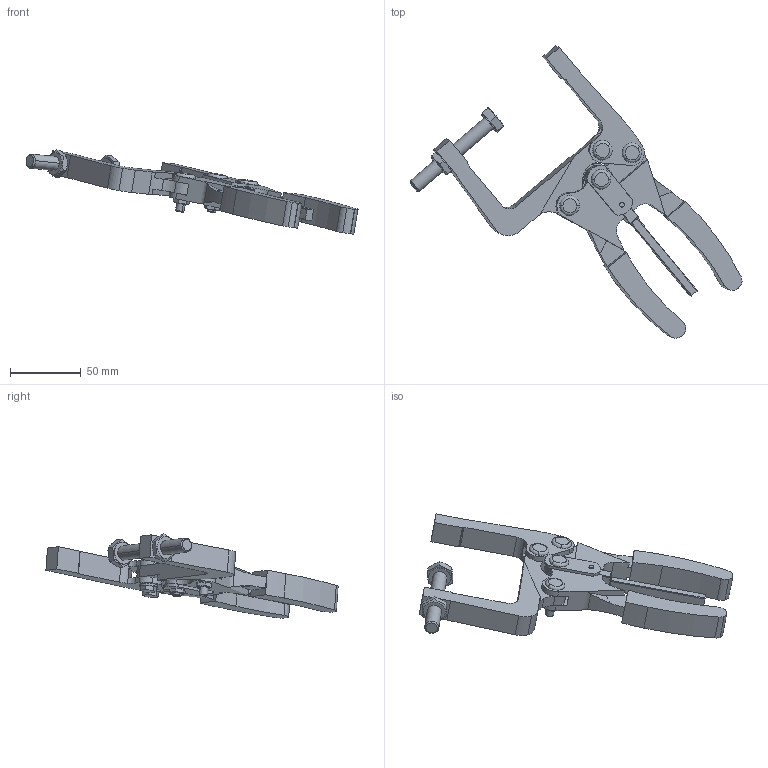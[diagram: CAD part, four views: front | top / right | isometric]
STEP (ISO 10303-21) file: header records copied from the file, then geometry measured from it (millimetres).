
FILE_DESCRIPTION((''),'2;1');
FILE_NAME('P51_3.stp','2006-07-11T15:22:31',('Matthew'),(''),'Autodesk Inventor 8','Autodesk Inventor 8','');
FILE_SCHEMA(('AUTOMOTIVE_DESIGN { 1 0 10303 214 1 1 1 1 }'));
Length unit declared in the file: millimetre
Products named in the file (8): P51_3; P51_31; P51_32; P51_33; P51_34; P51_35; P51_36; P51_37
Assembly tree (7 placements, depth 2):
  P51_3
    P51_31
    P51_32
    P51_33
    P51_34
    P51_35
    P51_36
    P51_37
Bounding box: 234.6 x 206.51 x 59.43 mm (x, y, z)
Volume: 144082 mm3; surface area: 55312.8 mm2
Topology: 7 solids, 7 shells, 360 faces, 908 edges, 592 vertices
Faces by surface type: plane 143, cylinder 108, bspline 75, cone 30, torus 4
Entity records: 11842 total; most frequent: CARTESIAN_POINT 3058, ORIENTED_EDGE 1808, DIRECTION 1796, EDGE_CURVE 904, AXIS2_PLACEMENT_3D 660, VERTEX_POINT 592, VECTOR 476, LINE 476
